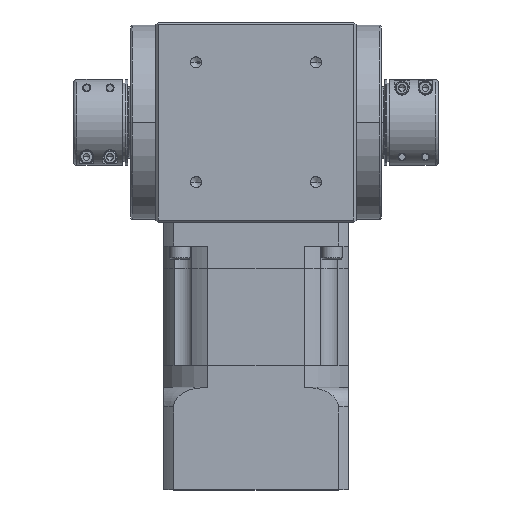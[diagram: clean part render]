
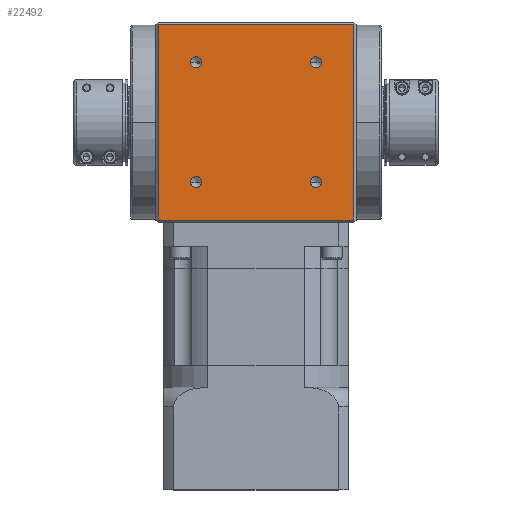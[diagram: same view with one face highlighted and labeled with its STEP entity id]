
A CAD part, top view. The second image highlights one B-rep face of the part: STEP entity #22492.
In plain terms, the highlighted planar face has unit normal (0, 0, 1).
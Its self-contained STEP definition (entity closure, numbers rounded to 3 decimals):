
#29 = ORIENTED_EDGE ( 'NONE', *, *, #1017, .F. ) ;
#33 = CARTESIAN_POINT ( 'NONE',  ( -45.962, 236.038, 77. ) ) ;
#368 = CARTESIAN_POINT ( 'NONE',  ( 45.962, 327.962, 77. ) ) ;
#522 = DIRECTION ( 'NONE',  ( 0., 0., 1. ) ) ;
#655 = VECTOR ( 'NONE', #22349, 1000. ) ;
#767 = FACE_OUTER_BOUND ( 'NONE', #7563, .T. ) ;
#1017 = EDGE_CURVE ( 'NONE', #28853, #25642, #24804, .T. ) ;
#1698 = FACE_BOUND ( 'NONE', #14841, .T. ) ;
#2862 = DIRECTION ( 'NONE',  ( 0., 1., 0. ) ) ;
#2956 = EDGE_CURVE ( 'NONE', #22743, #28853, #20495, .T. ) ;
#3022 = DIRECTION ( 'NONE',  ( 0., -1., 0. ) ) ;
#3106 = VERTEX_POINT ( 'NONE', #8925 ) ;
#3373 = DIRECTION ( 'NONE',  ( 0., -1., 0. ) ) ;
#3824 = AXIS2_PLACEMENT_3D ( 'NONE', #12214, #32903, #15180 ) ;
#3958 = ORIENTED_EDGE ( 'NONE', *, *, #31600, .F. ) ;
#4570 = VERTEX_POINT ( 'NONE', #20687 ) ;
#5138 = EDGE_CURVE ( 'NONE', #4570, #28635, #9737, .T. ) ;
#5276 = AXIS2_PLACEMENT_3D ( 'NONE', #33515, #15793, #36532 ) ;
#5723 = PLANE ( 'NONE',  #9071 ) ;
#5782 = AXIS2_PLACEMENT_3D ( 'NONE', #368, #21106, #3373 ) ;
#7130 = DIRECTION ( 'NONE',  ( 0., 1., 0. ) ) ;
#7151 = VERTEX_POINT ( 'NONE', #32827 ) ;
#7563 = EDGE_LOOP ( 'NONE', ( #18514, #9709, #7784, #29 ) ) ;
#7606 = CARTESIAN_POINT ( 'NONE',  ( -45.962, 327.962, 77. ) ) ;
#7784 = ORIENTED_EDGE ( 'NONE', *, *, #7816, .F. ) ;
#7816 = EDGE_CURVE ( 'NONE', #25642, #10841, #12283, .T. ) ;
#8356 = CIRCLE ( 'NONE', #5276, 4.25 ) ;
#8662 = FACE_BOUND ( 'NONE', #31949, .T. ) ;
#8808 = CARTESIAN_POINT ( 'NONE',  ( -95., 207., 77. ) ) ;
#8925 = CARTESIAN_POINT ( 'NONE',  ( -45.962, 323.712, 77. ) ) ;
#9071 = AXIS2_PLACEMENT_3D ( 'NONE', #38382, #20620, #2862 ) ;
#9588 = AXIS2_PLACEMENT_3D ( 'NONE', #7606, #28342, #10611 ) ;
#9709 = ORIENTED_EDGE ( 'NONE', *, *, #28119, .F. ) ;
#9737 = CIRCLE ( 'NONE', #18444, 4.25 ) ;
#10589 = VERTEX_POINT ( 'NONE', #36594 ) ;
#10611 = DIRECTION ( 'NONE',  ( 0., -1., 0. ) ) ;
#10616 = CARTESIAN_POINT ( 'NONE',  ( -95., 357., 77. ) ) ;
#10841 = VERTEX_POINT ( 'NONE', #37105 ) ;
#11576 = DIRECTION ( 'NONE',  ( 0., 0., 1. ) ) ;
#12141 = VERTEX_POINT ( 'NONE', #12329 ) ;
#12214 = CARTESIAN_POINT ( 'NONE',  ( 45.962, 236.038, 77. ) ) ;
#12283 = LINE ( 'NONE', #33831, #35938 ) ;
#12329 = CARTESIAN_POINT ( 'NONE',  ( 45.962, 323.712, 77. ) ) ;
#12883 = CIRCLE ( 'NONE', #25828, 4.25 ) ;
#13089 = CARTESIAN_POINT ( 'NONE',  ( 45.962, 231.788, 77. ) ) ;
#14841 = EDGE_LOOP ( 'NONE', ( #26309, #20280 ) ) ;
#15180 = DIRECTION ( 'NONE',  ( 0., -1., 0. ) ) ;
#15793 = DIRECTION ( 'NONE',  ( 0., 0., 1. ) ) ;
#15874 = CARTESIAN_POINT ( 'NONE',  ( -74.872, 207., 77. ) ) ;
#16044 = CIRCLE ( 'NONE', #22402, 4.25 ) ;
#16086 = DIRECTION ( 'NONE',  ( 0., 0., 1. ) ) ;
#16373 = ORIENTED_EDGE ( 'NONE', *, *, #37930, .F. ) ;
#16912 = EDGE_CURVE ( 'NONE', #7151, #10589, #16044, .T. ) ;
#17358 = LINE ( 'NONE', #10616, #655 ) ;
#17468 = FACE_BOUND ( 'NONE', #21222, .T. ) ;
#17678 = CARTESIAN_POINT ( 'NONE',  ( 74.872, 207., 77. ) ) ;
#17779 = EDGE_CURVE ( 'NONE', #3106, #32072, #36032, .T. ) ;
#18311 = CARTESIAN_POINT ( 'NONE',  ( -45.962, 327.962, 77. ) ) ;
#18444 = AXIS2_PLACEMENT_3D ( 'NONE', #33805, #16086, #36828 ) ;
#18514 = ORIENTED_EDGE ( 'NONE', *, *, #2956, .F. ) ;
#20138 = AXIS2_PLACEMENT_3D ( 'NONE', #29295, #11576, #32276 ) ;
#20280 = ORIENTED_EDGE ( 'NONE', *, *, #31169, .F. ) ;
#20495 = LINE ( 'NONE', #35544, #27434 ) ;
#20620 = DIRECTION ( 'NONE',  ( 0., 0., -1. ) ) ;
#20687 = CARTESIAN_POINT ( 'NONE',  ( 45.962, 240.288, 77. ) ) ;
#20775 = DIRECTION ( 'NONE',  ( 0., 0., 1. ) ) ;
#21104 = EDGE_CURVE ( 'NONE', #30373, #12141, #36193, .T. ) ;
#21106 = DIRECTION ( 'NONE',  ( 0., 0., 1. ) ) ;
#21222 = EDGE_LOOP ( 'NONE', ( #3958, #29876 ) ) ;
#21262 = DIRECTION ( 'NONE',  ( 0., -1., 0. ) ) ;
#22349 = DIRECTION ( 'NONE',  ( 1., 0., 0. ) ) ;
#22402 = AXIS2_PLACEMENT_3D ( 'NONE', #33, #20775, #3022 ) ;
#22492 = ADVANCED_FACE ( 'NONE', ( #1698, #17468, #32294, #8662, #767 ), #5723, .F. ) ;
#22743 = VERTEX_POINT ( 'NONE', #37085 ) ;
#23855 = VECTOR ( 'NONE', #29509, 1000. ) ;
#24307 = ORIENTED_EDGE ( 'NONE', *, *, #5138, .F. ) ;
#24804 = LINE ( 'NONE', #8808, #23855 ) ;
#25642 = VERTEX_POINT ( 'NONE', #15874 ) ;
#25828 = AXIS2_PLACEMENT_3D ( 'NONE', #18311, #522, #21262 ) ;
#25996 = EDGE_LOOP ( 'NONE', ( #29885, #24307 ) ) ;
#26309 = ORIENTED_EDGE ( 'NONE', *, *, #17779, .F. ) ;
#27434 = VECTOR ( 'NONE', #38503, 1000. ) ;
#28119 = EDGE_CURVE ( 'NONE', #10841, #22743, #17358, .T. ) ;
#28342 = DIRECTION ( 'NONE',  ( 0., 0., 1. ) ) ;
#28635 = VERTEX_POINT ( 'NONE', #13089 ) ;
#28853 = VERTEX_POINT ( 'NONE', #17678 ) ;
#28989 = CIRCLE ( 'NONE', #5782, 4.25 ) ;
#29295 = CARTESIAN_POINT ( 'NONE',  ( 45.962, 327.962, 77. ) ) ;
#29509 = DIRECTION ( 'NONE',  ( -1., 0., 0. ) ) ;
#29876 = ORIENTED_EDGE ( 'NONE', *, *, #21104, .F. ) ;
#29885 = ORIENTED_EDGE ( 'NONE', *, *, #31584, .F. ) ;
#29898 = CIRCLE ( 'NONE', #3824, 4.25 ) ;
#30373 = VERTEX_POINT ( 'NONE', #37927 ) ;
#30627 = CARTESIAN_POINT ( 'NONE',  ( -45.962, 332.212, 77. ) ) ;
#31169 = EDGE_CURVE ( 'NONE', #32072, #3106, #12883, .T. ) ;
#31584 = EDGE_CURVE ( 'NONE', #28635, #4570, #29898, .T. ) ;
#31600 = EDGE_CURVE ( 'NONE', #12141, #30373, #28989, .T. ) ;
#31949 = EDGE_LOOP ( 'NONE', ( #36767, #16373 ) ) ;
#32072 = VERTEX_POINT ( 'NONE', #30627 ) ;
#32276 = DIRECTION ( 'NONE',  ( 0., -1., 0. ) ) ;
#32294 = FACE_BOUND ( 'NONE', #25996, .T. ) ;
#32827 = CARTESIAN_POINT ( 'NONE',  ( -45.962, 231.788, 77. ) ) ;
#32903 = DIRECTION ( 'NONE',  ( 0., 0., 1. ) ) ;
#33515 = CARTESIAN_POINT ( 'NONE',  ( -45.962, 236.038, 77. ) ) ;
#33805 = CARTESIAN_POINT ( 'NONE',  ( 45.962, 236.038, 77. ) ) ;
#33831 = CARTESIAN_POINT ( 'NONE',  ( -74.872, 0., 77. ) ) ;
#35544 = CARTESIAN_POINT ( 'NONE',  ( 74.872, 0., 77. ) ) ;
#35938 = VECTOR ( 'NONE', #7130, 1000. ) ;
#36032 = CIRCLE ( 'NONE', #9588, 4.25 ) ;
#36193 = CIRCLE ( 'NONE', #20138, 4.25 ) ;
#36532 = DIRECTION ( 'NONE',  ( 0., -1., 0. ) ) ;
#36594 = CARTESIAN_POINT ( 'NONE',  ( -45.962, 240.288, 77. ) ) ;
#36767 = ORIENTED_EDGE ( 'NONE', *, *, #16912, .F. ) ;
#36828 = DIRECTION ( 'NONE',  ( 0., -1., 0. ) ) ;
#37085 = CARTESIAN_POINT ( 'NONE',  ( 74.872, 357., 77. ) ) ;
#37105 = CARTESIAN_POINT ( 'NONE',  ( -74.872, 357., 77. ) ) ;
#37927 = CARTESIAN_POINT ( 'NONE',  ( 45.962, 332.212, 77. ) ) ;
#37930 = EDGE_CURVE ( 'NONE', #10589, #7151, #8356, .T. ) ;
#38382 = CARTESIAN_POINT ( 'NONE',  ( -95., 359., 77. ) ) ;
#38503 = DIRECTION ( 'NONE',  ( 0., -1., 0. ) ) ;
